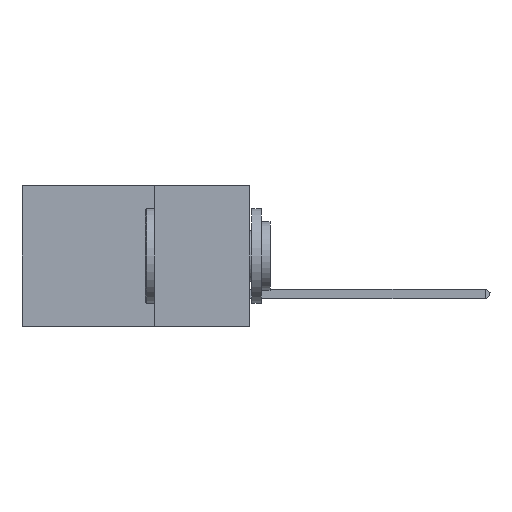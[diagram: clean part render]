
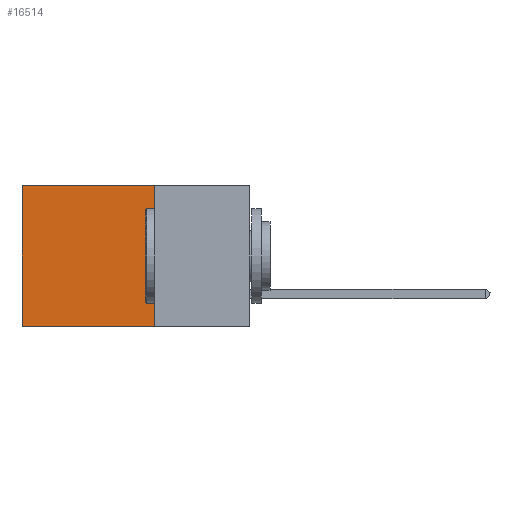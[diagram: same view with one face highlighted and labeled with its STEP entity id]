
A CAD part, left-side view. The second image highlights one B-rep face of the part: STEP entity #16514.
In plain terms, the highlighted planar face has unit normal (-1, 0, 0).
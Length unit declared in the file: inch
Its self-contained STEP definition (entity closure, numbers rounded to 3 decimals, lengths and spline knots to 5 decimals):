
#294 = ORIENTED_EDGE ( 'NONE', *, *, #4226, .F. ) ;
#1138 = CARTESIAN_POINT ( 'NONE',  ( 0.2875, 0.25, 0. ) ) ;
#1907 = DIRECTION ( 'NONE',  ( 0., 1., 0. ) ) ;
#1962 = DIRECTION ( 'NONE',  ( 0., 0., -1. ) ) ;
#2761 = LINE ( 'NONE', #23374, #39795 ) ;
#4226 = EDGE_CURVE ( 'NONE', #30573, #5515, #2761, .T. ) ;
#5133 = PLANE ( 'NONE',  #5762 ) ;
#5515 = VERTEX_POINT ( 'NONE', #40172 ) ;
#5762 = AXIS2_PLACEMENT_3D ( 'NONE', #12336, #37281, #1962 ) ;
#6735 = DIRECTION ( 'NONE',  ( 0., 1., 0. ) ) ;
#12336 = CARTESIAN_POINT ( 'NONE',  ( 0.2875, 0.25, 0. ) ) ;
#12857 = VECTOR ( 'NONE', #6735, 39.37008 ) ;
#16114 = DIRECTION ( 'NONE',  ( 0., 0., -1. ) ) ;
#16514 = ADVANCED_FACE ( 'NONE', ( #22780 ), #5133, .F. ) ;
#22129 = ORIENTED_EDGE ( 'NONE', *, *, #24640, .T. ) ;
#22180 = VERTEX_POINT ( 'NONE', #24953 ) ;
#22780 = FACE_OUTER_BOUND ( 'NONE', #46086, .T. ) ;
#23374 = CARTESIAN_POINT ( 'NONE',  ( 0.2875, 0.25, -0.37 ) ) ;
#24640 = EDGE_CURVE ( 'NONE', #22180, #37197, #39240, .T. ) ;
#24953 = CARTESIAN_POINT ( 'NONE',  ( 0.2875, 0.25, 0. ) ) ;
#30573 = VERTEX_POINT ( 'NONE', #39442 ) ;
#32668 = EDGE_CURVE ( 'NONE', #22180, #30573, #39783, .T. ) ;
#33950 = DIRECTION ( 'NONE',  ( 0., 0., -1. ) ) ;
#35169 = CARTESIAN_POINT ( 'NONE',  ( 0.2875, 0.25, 0. ) ) ;
#35277 = CARTESIAN_POINT ( 'NONE',  ( 0.2875, 0.6, 0. ) ) ;
#37001 = VECTOR ( 'NONE', #33950, 39.37008 ) ;
#37197 = VERTEX_POINT ( 'NONE', #35277 ) ;
#37281 = DIRECTION ( 'NONE',  ( 1., 0., 0. ) ) ;
#37628 = CARTESIAN_POINT ( 'NONE',  ( 0.2875, 0.6, 0. ) ) ;
#39240 = LINE ( 'NONE', #35169, #12857 ) ;
#39442 = CARTESIAN_POINT ( 'NONE',  ( 0.2875, 0.25, -0.37 ) ) ;
#39783 = LINE ( 'NONE', #1138, #37001 ) ;
#39795 = VECTOR ( 'NONE', #1907, 39.37008 ) ;
#40172 = CARTESIAN_POINT ( 'NONE',  ( 0.2875, 0.6, -0.37 ) ) ;
#40893 = ORIENTED_EDGE ( 'NONE', *, *, #32668, .F. ) ;
#41012 = VECTOR ( 'NONE', #16114, 39.37008 ) ;
#41014 = EDGE_CURVE ( 'NONE', #37197, #5515, #43228, .T. ) ;
#42925 = ORIENTED_EDGE ( 'NONE', *, *, #41014, .T. ) ;
#43228 = LINE ( 'NONE', #37628, #41012 ) ;
#46086 = EDGE_LOOP ( 'NONE', ( #42925, #294, #40893, #22129 ) ) ;
